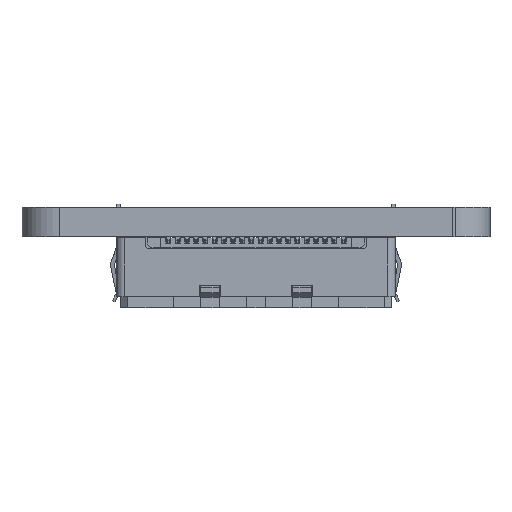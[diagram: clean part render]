
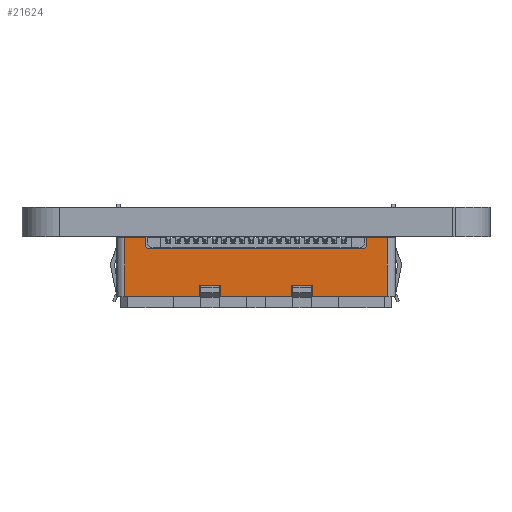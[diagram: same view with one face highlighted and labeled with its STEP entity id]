
A CAD part, left-side view. The second image highlights one B-rep face of the part: STEP entity #21624.
In plain terms, the highlighted face is planar.
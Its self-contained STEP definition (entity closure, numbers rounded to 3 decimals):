
#6772 = VERTEX_POINT('',#6773);
#6773 = CARTESIAN_POINT('',(-7.125,0.,-2.49));
#6780 = EDGE_CURVE('',#6781,#6772,#6783,.T.);
#6781 = VERTEX_POINT('',#6782);
#6782 = CARTESIAN_POINT('',(-6.,0.,-2.49));
#6783 = LINE('',#6784,#6785);
#6784 = CARTESIAN_POINT('',(7.125,0.,-2.49));
#6785 = VECTOR('',#6786,1.);
#6786 = DIRECTION('',(-1.,0.,0.));
#7491 = VERTEX_POINT('',#7492);
#7492 = CARTESIAN_POINT('',(6.,0.,-2.49));
#7498 = EDGE_CURVE('',#7499,#7491,#7501,.T.);
#7499 = VERTEX_POINT('',#7500);
#7500 = CARTESIAN_POINT('',(7.125,0.,-2.49));
#7501 = LINE('',#7502,#7503);
#7502 = CARTESIAN_POINT('',(7.125,0.,-2.49));
#7503 = VECTOR('',#7504,1.);
#7504 = DIRECTION('',(-1.,0.,0.));
#7784 = VERTEX_POINT('',#7785);
#7785 = CARTESIAN_POINT('',(-3.05,3.2,-2.49));
#7791 = EDGE_CURVE('',#7784,#7792,#7794,.T.);
#7792 = VERTEX_POINT('',#7793);
#7793 = CARTESIAN_POINT('',(-7.125,3.2,-2.49));
#7794 = LINE('',#7795,#7796);
#7795 = CARTESIAN_POINT('',(7.125,3.2,-2.49));
#7796 = VECTOR('',#7797,1.);
#7797 = DIRECTION('',(-1.,0.,0.));
#8575 = VERTEX_POINT('',#8576);
#8576 = CARTESIAN_POINT('',(7.125,3.2,-2.49));
#8583 = EDGE_CURVE('',#8575,#8584,#8586,.T.);
#8584 = VERTEX_POINT('',#8585);
#8585 = CARTESIAN_POINT('',(3.05,3.2,-2.49));
#8586 = LINE('',#8587,#8588);
#8587 = CARTESIAN_POINT('',(7.125,3.2,-2.49));
#8588 = VECTOR('',#8589,1.);
#8589 = DIRECTION('',(-1.,0.,0.));
#21612 = EDGE_CURVE('',#8575,#7499,#21613,.T.);
#21613 = LINE('',#21614,#21615);
#21614 = CARTESIAN_POINT('',(7.125,3.2,-2.49));
#21615 = VECTOR('',#21616,1.);
#21616 = DIRECTION('',(0.,-1.,0.));
#21624 = ADVANCED_FACE('',(#21625),#21732,.F.);
#21625 = FACE_BOUND('',#21626,.T.);
#21626 = EDGE_LOOP('',(#21627,#21638,#21644,#21645,#21651,#21652,#21660,
    #21668,#21676,#21684,#21692,#21700,#21706,#21707,#21708,#21709,
    #21717,#21726));
#21627 = ORIENTED_EDGE('',*,*,#21628,.T.);
#21628 = EDGE_CURVE('',#21629,#21631,#21633,.T.);
#21629 = VERTEX_POINT('',#21630);
#21630 = CARTESIAN_POINT('',(-5.8,0.6,-2.49));
#21631 = VERTEX_POINT('',#21632);
#21632 = CARTESIAN_POINT('',(-6.,0.4,-2.49));
#21633 = CIRCLE('',#21634,0.2);
#21634 = AXIS2_PLACEMENT_3D('',#21635,#21636,#21637);
#21635 = CARTESIAN_POINT('',(-5.8,0.4,-2.49));
#21636 = DIRECTION('',(0.,0.,1.));
#21637 = DIRECTION('',(1.,0.,0.));
#21638 = ORIENTED_EDGE('',*,*,#21639,.T.);
#21639 = EDGE_CURVE('',#21631,#6781,#21640,.T.);
#21640 = LINE('',#21641,#21642);
#21641 = CARTESIAN_POINT('',(-6.,3.2,-2.49));
#21642 = VECTOR('',#21643,1.);
#21643 = DIRECTION('',(0.,-1.,0.));
#21644 = ORIENTED_EDGE('',*,*,#6780,.T.);
#21645 = ORIENTED_EDGE('',*,*,#21646,.F.);
#21646 = EDGE_CURVE('',#7792,#6772,#21647,.T.);
#21647 = LINE('',#21648,#21649);
#21648 = CARTESIAN_POINT('',(-7.125,3.2,-2.49));
#21649 = VECTOR('',#21650,1.);
#21650 = DIRECTION('',(0.,-1.,0.));
#21651 = ORIENTED_EDGE('',*,*,#7791,.F.);
#21652 = ORIENTED_EDGE('',*,*,#21653,.T.);
#21653 = EDGE_CURVE('',#7784,#21654,#21656,.T.);
#21654 = VERTEX_POINT('',#21655);
#21655 = CARTESIAN_POINT('',(-3.05,2.6,-2.49));
#21656 = LINE('',#21657,#21658);
#21657 = CARTESIAN_POINT('',(-3.05,3.2,-2.49));
#21658 = VECTOR('',#21659,1.);
#21659 = DIRECTION('',(0.,-1.,0.));
#21660 = ORIENTED_EDGE('',*,*,#21661,.F.);
#21661 = EDGE_CURVE('',#21662,#21654,#21664,.T.);
#21662 = VERTEX_POINT('',#21663);
#21663 = CARTESIAN_POINT('',(-1.95,2.6,-2.49));
#21664 = LINE('',#21665,#21666);
#21665 = CARTESIAN_POINT('',(7.125,2.6,-2.49));
#21666 = VECTOR('',#21667,1.);
#21667 = DIRECTION('',(-1.,0.,0.));
#21668 = ORIENTED_EDGE('',*,*,#21669,.T.);
#21669 = EDGE_CURVE('',#21662,#21670,#21672,.T.);
#21670 = VERTEX_POINT('',#21671);
#21671 = CARTESIAN_POINT('',(-1.95,3.2,-2.49));
#21672 = LINE('',#21673,#21674);
#21673 = CARTESIAN_POINT('',(-1.95,3.2,-2.49));
#21674 = VECTOR('',#21675,1.);
#21675 = DIRECTION('',(0.,1.,0.));
#21676 = ORIENTED_EDGE('',*,*,#21677,.F.);
#21677 = EDGE_CURVE('',#21678,#21670,#21680,.T.);
#21678 = VERTEX_POINT('',#21679);
#21679 = CARTESIAN_POINT('',(1.95,3.2,-2.49));
#21680 = LINE('',#21681,#21682);
#21681 = CARTESIAN_POINT('',(7.125,3.2,-2.49));
#21682 = VECTOR('',#21683,1.);
#21683 = DIRECTION('',(-1.,0.,0.));
#21684 = ORIENTED_EDGE('',*,*,#21685,.T.);
#21685 = EDGE_CURVE('',#21678,#21686,#21688,.T.);
#21686 = VERTEX_POINT('',#21687);
#21687 = CARTESIAN_POINT('',(1.95,2.6,-2.49));
#21688 = LINE('',#21689,#21690);
#21689 = CARTESIAN_POINT('',(1.95,3.2,-2.49));
#21690 = VECTOR('',#21691,1.);
#21691 = DIRECTION('',(0.,-1.,0.));
#21692 = ORIENTED_EDGE('',*,*,#21693,.F.);
#21693 = EDGE_CURVE('',#21694,#21686,#21696,.T.);
#21694 = VERTEX_POINT('',#21695);
#21695 = CARTESIAN_POINT('',(3.05,2.6,-2.49));
#21696 = LINE('',#21697,#21698);
#21697 = CARTESIAN_POINT('',(7.125,2.6,-2.49));
#21698 = VECTOR('',#21699,1.);
#21699 = DIRECTION('',(-1.,0.,0.));
#21700 = ORIENTED_EDGE('',*,*,#21701,.T.);
#21701 = EDGE_CURVE('',#21694,#8584,#21702,.T.);
#21702 = LINE('',#21703,#21704);
#21703 = CARTESIAN_POINT('',(3.05,3.2,-2.49));
#21704 = VECTOR('',#21705,1.);
#21705 = DIRECTION('',(0.,1.,0.));
#21706 = ORIENTED_EDGE('',*,*,#8583,.F.);
#21707 = ORIENTED_EDGE('',*,*,#21612,.T.);
#21708 = ORIENTED_EDGE('',*,*,#7498,.T.);
#21709 = ORIENTED_EDGE('',*,*,#21710,.T.);
#21710 = EDGE_CURVE('',#7491,#21711,#21713,.T.);
#21711 = VERTEX_POINT('',#21712);
#21712 = CARTESIAN_POINT('',(6.,0.4,-2.49));
#21713 = LINE('',#21714,#21715);
#21714 = CARTESIAN_POINT('',(6.,3.2,-2.49));
#21715 = VECTOR('',#21716,1.);
#21716 = DIRECTION('',(0.,1.,0.));
#21717 = ORIENTED_EDGE('',*,*,#21718,.T.);
#21718 = EDGE_CURVE('',#21711,#21719,#21721,.T.);
#21719 = VERTEX_POINT('',#21720);
#21720 = CARTESIAN_POINT('',(5.8,0.6,-2.49));
#21721 = CIRCLE('',#21722,0.2);
#21722 = AXIS2_PLACEMENT_3D('',#21723,#21724,#21725);
#21723 = CARTESIAN_POINT('',(5.8,0.4,-2.49));
#21724 = DIRECTION('',(0.,0.,1.));
#21725 = DIRECTION('',(1.,0.,0.));
#21726 = ORIENTED_EDGE('',*,*,#21727,.T.);
#21727 = EDGE_CURVE('',#21719,#21629,#21728,.T.);
#21728 = LINE('',#21729,#21730);
#21729 = CARTESIAN_POINT('',(7.125,0.6,-2.49));
#21730 = VECTOR('',#21731,1.);
#21731 = DIRECTION('',(-1.,0.,0.));
#21732 = PLANE('',#21733);
#21733 = AXIS2_PLACEMENT_3D('',#21734,#21735,#21736);
#21734 = CARTESIAN_POINT('',(7.125,3.2,-2.49));
#21735 = DIRECTION('',(0.,0.,1.));
#21736 = DIRECTION('',(1.,0.,0.));
